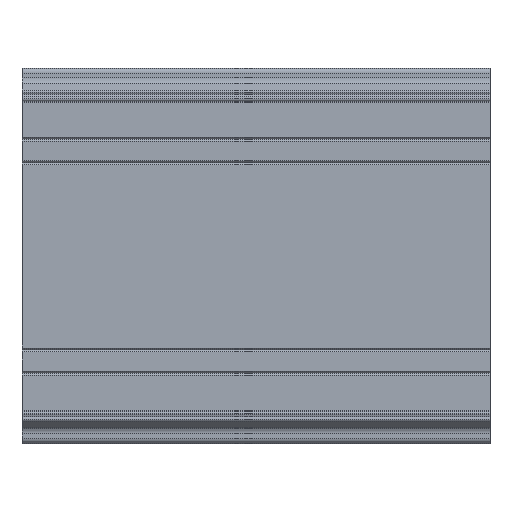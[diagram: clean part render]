
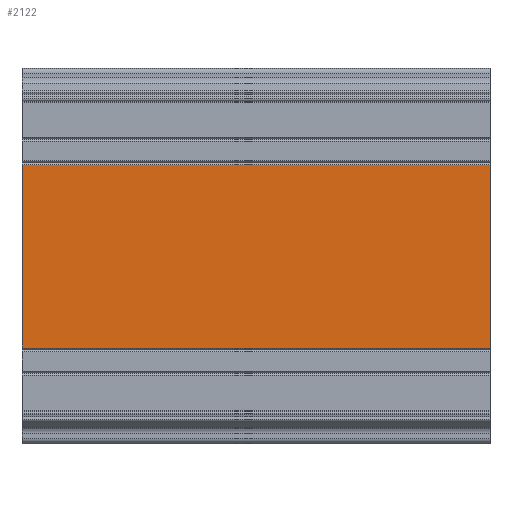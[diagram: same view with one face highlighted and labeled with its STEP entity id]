
A CAD part, top view. The second image highlights one B-rep face of the part: STEP entity #2122.
In plain terms, the highlighted planar face has unit normal (0, 0, 1).
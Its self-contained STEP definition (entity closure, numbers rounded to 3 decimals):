
#54 = VECTOR ( 'NONE', #612, 1000. ) ;
#105 = PLANE ( 'NONE',  #736 ) ;
#188 = ORIENTED_EDGE ( 'NONE', *, *, #1921, .F. ) ;
#366 = CARTESIAN_POINT ( 'NONE',  ( -40.816, 74.498, 2.5 ) ) ;
#369 = VECTOR ( 'NONE', #2234, 1000. ) ;
#386 = DIRECTION ( 'NONE',  ( 0., 0., -1. ) ) ;
#449 = VERTEX_POINT ( 'NONE', #2024 ) ;
#573 = LINE ( 'NONE', #1623, #1346 ) ;
#612 = DIRECTION ( 'NONE',  ( 0., -1., 0. ) ) ;
#721 = CARTESIAN_POINT ( 'NONE',  ( -40.816, 35.298, 2.5 ) ) ;
#735 = ORIENTED_EDGE ( 'NONE', *, *, #2804, .T. ) ;
#736 = AXIS2_PLACEMENT_3D ( 'NONE', #1847, #386, #1093 ) ;
#926 = EDGE_LOOP ( 'NONE', ( #735, #188, #1496, #1725 ) ) ;
#952 = EDGE_CURVE ( 'NONE', #2683, #449, #1107, .T. ) ;
#1093 = DIRECTION ( 'NONE',  ( -1., 0., 0. ) ) ;
#1104 = VECTOR ( 'NONE', #2868, 1000. ) ;
#1107 = LINE ( 'NONE', #1751, #369 ) ;
#1153 = CARTESIAN_POINT ( 'NONE',  ( 59.184, 35.298, 2.5 ) ) ;
#1297 = EDGE_CURVE ( 'NONE', #2683, #3041, #573, .T. ) ;
#1346 = VECTOR ( 'NONE', #2086, 1000. ) ;
#1496 = ORIENTED_EDGE ( 'NONE', *, *, #1297, .F. ) ;
#1623 = CARTESIAN_POINT ( 'NONE',  ( 59.184, 74.498, 2.5 ) ) ;
#1725 = ORIENTED_EDGE ( 'NONE', *, *, #952, .T. ) ;
#1751 = CARTESIAN_POINT ( 'NONE',  ( 59.184, 74.498, 2.5 ) ) ;
#1847 = CARTESIAN_POINT ( 'NONE',  ( 59.184, 74.498, 2.5 ) ) ;
#1910 = CARTESIAN_POINT ( 'NONE',  ( 59.184, 35.298, 2.5 ) ) ;
#1921 = EDGE_CURVE ( 'NONE', #3041, #2274, #2005, .T. ) ;
#2000 = CARTESIAN_POINT ( 'NONE',  ( 59.184, 74.498, 2.5 ) ) ;
#2005 = LINE ( 'NONE', #1153, #1104 ) ;
#2024 = CARTESIAN_POINT ( 'NONE',  ( -40.816, 74.498, 2.5 ) ) ;
#2086 = DIRECTION ( 'NONE',  ( 0., -1., 0. ) ) ;
#2122 = ADVANCED_FACE ( 'NONE', ( #2705 ), #105, .F. ) ;
#2234 = DIRECTION ( 'NONE',  ( -1., 0., 0. ) ) ;
#2274 = VERTEX_POINT ( 'NONE', #721 ) ;
#2683 = VERTEX_POINT ( 'NONE', #2000 ) ;
#2705 = FACE_OUTER_BOUND ( 'NONE', #926, .T. ) ;
#2804 = EDGE_CURVE ( 'NONE', #449, #2274, #2864, .T. ) ;
#2864 = LINE ( 'NONE', #366, #54 ) ;
#2868 = DIRECTION ( 'NONE',  ( -1., 0., 0. ) ) ;
#3041 = VERTEX_POINT ( 'NONE', #1910 ) ;
